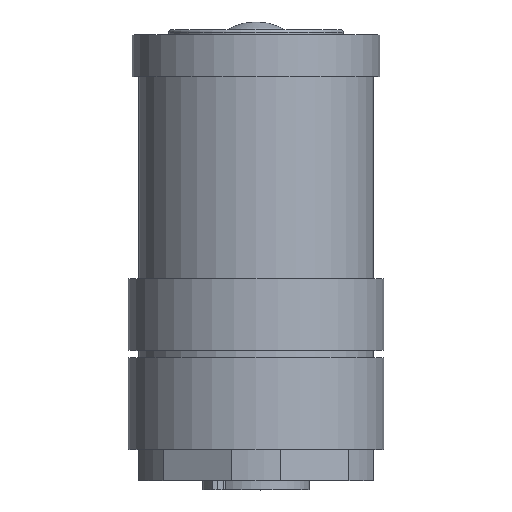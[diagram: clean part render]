
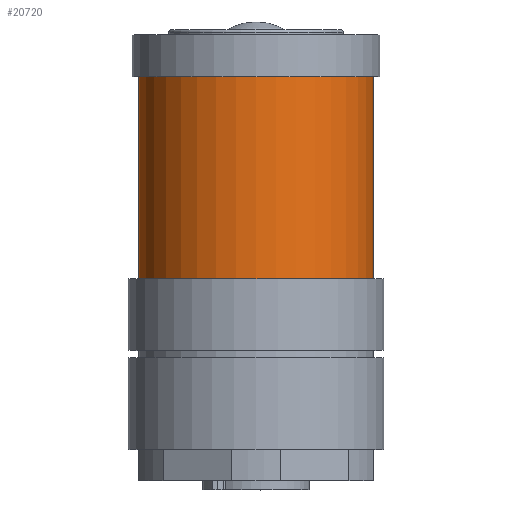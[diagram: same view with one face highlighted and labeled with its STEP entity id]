
A CAD part, top view. The second image highlights one B-rep face of the part: STEP entity #20720.
In plain terms, the highlighted cylindrical face has radius 9 mm (diameter 18 mm), a partial arc.
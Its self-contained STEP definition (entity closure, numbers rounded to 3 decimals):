
#5930=CARTESIAN_POINT('',(18.8,0.,
0.));
#5940=DIRECTION('',(1.,0.,0.));
#5950=DIRECTION('',(0.,-1.,0.));
#5960=AXIS2_PLACEMENT_3D('',#5930,#5940,#5950);
#5970=CIRCLE('',#5960,9.);
#5980=CARTESIAN_POINT('',(18.8,-9.,0.));
#5990=VERTEX_POINT('',#5980);
#6020=CARTESIAN_POINT('',(2.912,-9.,0.));
#6030=DIRECTION('',(1.,0.,0.));
#6040=VECTOR('',#6030,1.);
#6050=LINE('',#6020,#6040);
#6060=CARTESIAN_POINT('',(3.3,-9.,0.));
#6070=VERTEX_POINT('',#6060);
#6080=EDGE_CURVE('',#6070,#5990,#6050,.T.);
#6100=CARTESIAN_POINT('',(3.3,0.,0.
));
#6110=DIRECTION('',(1.,0.,0.));
#6120=DIRECTION('',(0.,-1.,0.));
#6130=AXIS2_PLACEMENT_3D('',#6100,#6110,#6120);
#6140=CIRCLE('',#6130,9.);
#6150=CARTESIAN_POINT('',(3.3,9.,0.));
#6160=VERTEX_POINT('',#6150);
#6190=CARTESIAN_POINT('',(2.912,9.,0.));
#6200=DIRECTION('',(1.,0.,0.));
#6210=VECTOR('',#6200,1.);
#6220=LINE('',#6190,#6210);
#6230=CARTESIAN_POINT('',(18.8,9.,0.));
#6240=VERTEX_POINT('',#6230);
#6250=EDGE_CURVE('',#6160,#6240,#6220,.T.);
#6590=EDGE_CURVE('',#6070,#6160,#6140,.T.);
#18160=EDGE_CURVE('',#5990,#6240,#5970,.T.);
#20610=CARTESIAN_POINT('',(2.912,0.,
0.));
#20620=DIRECTION('',(1.,0.,0.));
#20630=DIRECTION('',(0.,-1.,0.));
#20640=AXIS2_PLACEMENT_3D('',#20610,#20620,#20630);
#20650=CYLINDRICAL_SURFACE('',#20640,9.);
#20660=ORIENTED_EDGE('',*,*,#18160,.F.);
#20670=ORIENTED_EDGE('',*,*,#6250,.T.);
#20680=ORIENTED_EDGE('',*,*,#6590,.T.);
#20690=ORIENTED_EDGE('',*,*,#6080,.F.);
#20700=EDGE_LOOP('',(#20690,#20680,#20670,#20660));
#20710=FACE_OUTER_BOUND('',#20700,.T.);
#20720=ADVANCED_FACE('',(#20710),#20650,.T.);
